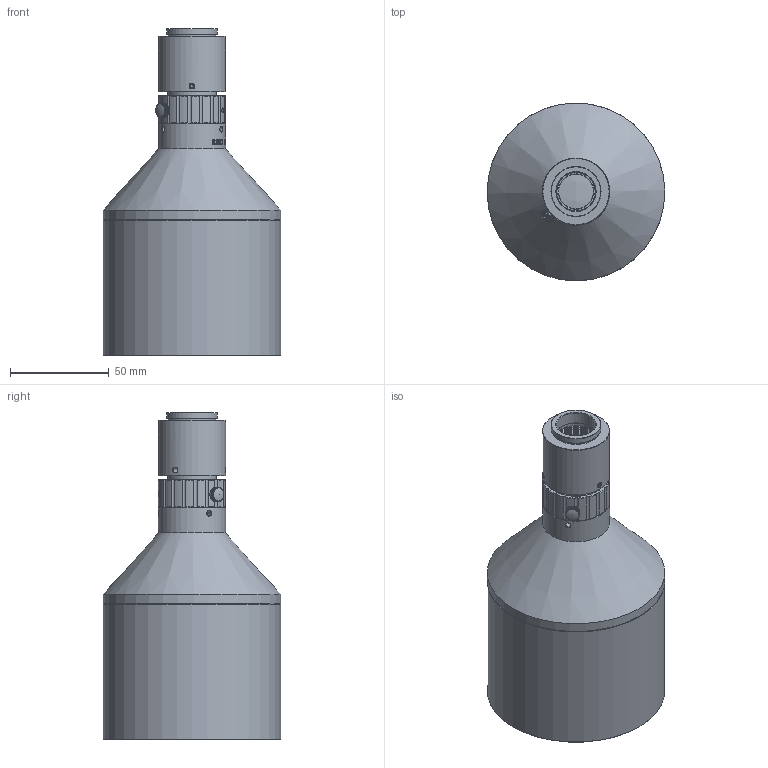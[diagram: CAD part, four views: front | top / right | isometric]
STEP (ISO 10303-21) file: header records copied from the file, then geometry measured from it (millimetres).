
FILE_DESCRIPTION(/* description */ (''),/* implementation_level */ '2;1');
FILE_NAME(/* name */ '_TL0287220A.stp',/* time_stamp */ '2022-01-19T10:37:49+08:00',/* author */ (''),/* organization */ (''),/* preprocessor_version */ 'ST-DEVELOPER v16',/* originating_system */ 'SIEMENS PLM Software NX 10.0',/* authorisation */ '');
FILE_SCHEMA (('AUTOMOTIVE_DESIGN { 1 0 10303 214 3 1 1 1 }'));
Length unit declared in the file: millimetre
Products named in the file (1): DESK112835DFxni3
Bounding box: 90 x 90 x 165.6 mm (x, y, z)
Volume: 269770.3 mm3; surface area: 110439.7 mm2
Topology: 11 solids, 11 shells, 1727 faces, 4182 edges, 2568 vertices
Faces by surface type: cone 539, plane 392, cylinder 319, extrusion 265, torus 197, bspline 11, sphere 4
Full cylindrical faces by diameter (mm): 2.05 x1, 2.1 x3, 2.6 x3, 2.63 x3, 7 x1, 10 x1, 11.4 x1, 13 x1, 14.8 x2, 15.6 x1, 16.2 x1, 17 x1, 17.2 x2, 17.6 x1, 19 x2, 19.2 x2, 19.4 x1, 20 x1, 20.4 x1, 20.6 x3, 22.6 x2, 22.8 x1, 23 x2, 24 x2, 24.2 x1, 24.4 x2, 25.4 x1, 25.6 x1, 26 x2, 26.4 x2
Entity records: 57334 total; most frequent: CARTESIAN_POINT 20721, DIRECTION 7276, ORIENTED_EDGE 6764, EDGE_CURVE 3382, AXIS2_PLACEMENT_3D 3045, EDGE_LOOP 2603, VERTEX_POINT 2520, ADVANCED_FACE 1727
